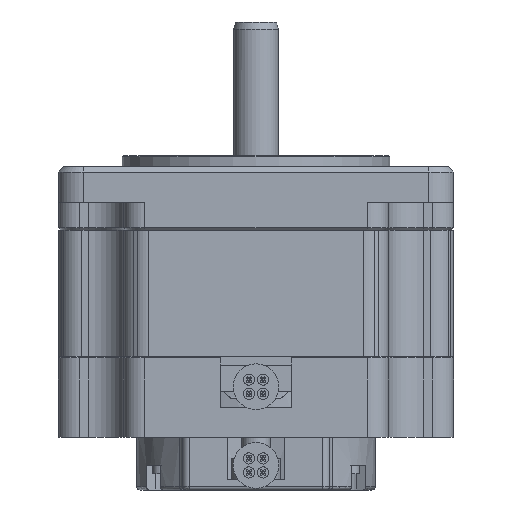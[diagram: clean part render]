
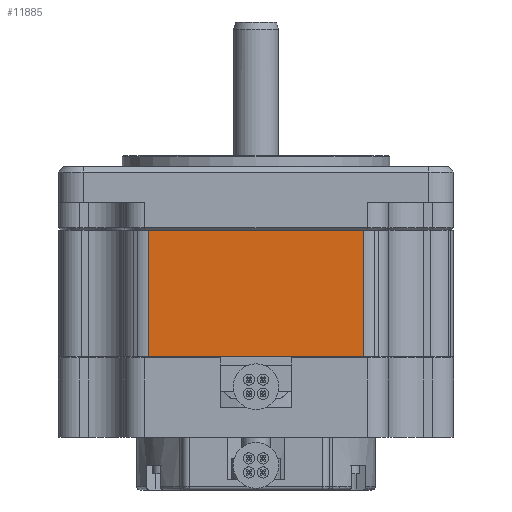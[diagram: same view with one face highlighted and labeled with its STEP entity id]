
A CAD part, front view. The second image highlights one B-rep face of the part: STEP entity #11885.
In plain terms, the highlighted planar face has unit normal (0, -1, 0).
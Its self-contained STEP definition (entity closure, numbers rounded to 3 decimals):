
#329=DIRECTION('',(1.,0.,0.));
#330=VECTOR('',#329,30.617);
#331=CARTESIAN_POINT('',(-15.308,-28.1,0.));
#332=LINE('',#331,#330);
#1806=DIRECTION('',(1.,0.,0.));
#1807=VECTOR('',#1806,30.617);
#1808=CARTESIAN_POINT('',(-15.308,-28.1,18.));
#1809=LINE('',#1808,#1807);
#3546=DIRECTION('',(0.,0.,-1.));
#3547=VECTOR('',#3546,18.);
#3548=CARTESIAN_POINT('',(-15.308,-28.1,18.));
#3549=LINE('',#3548,#3547);
#3550=DIRECTION('',(0.,0.,-1.));
#3551=VECTOR('',#3550,18.);
#3552=CARTESIAN_POINT('',(15.308,-28.1,18.));
#3553=LINE('',#3552,#3551);
#7612=CARTESIAN_POINT('',(-15.308,-28.1,0.));
#7614=VERTEX_POINT('',#7612);
#7618=CARTESIAN_POINT('',(-15.308,-28.1,18.));
#7619=VERTEX_POINT('',#7618);
#7645=CARTESIAN_POINT('',(15.308,-28.1,0.));
#7647=VERTEX_POINT('',#7645);
#7648=CARTESIAN_POINT('',(15.308,-28.1,18.));
#7649=VERTEX_POINT('',#7648);
#11873=CARTESIAN_POINT('',(-16.129,-28.1,0.));
#11874=DIRECTION('',(0.,-1.,0.));
#11875=DIRECTION('',(1.,0.,0.));
#11876=AXIS2_PLACEMENT_3D('',#11873,#11874,#11875);
#11877=PLANE('',#11876);
#11878=ORIENTED_EDGE('',*,*,#11868,.F.);
#11879=ORIENTED_EDGE('',*,*,#9833,.T.);
#11881=ORIENTED_EDGE('',*,*,#11880,.T.);
#11882=ORIENTED_EDGE('',*,*,#8831,.F.);
#11883=EDGE_LOOP('',(#11878,#11879,#11881,#11882));
#11884=FACE_OUTER_BOUND('',#11883,.F.);
#11885=ADVANCED_FACE('',(#11884),#11877,.T.);
#8831=EDGE_CURVE('',#7614,#7647,#332,.T.);
#9833=EDGE_CURVE('',#7619,#7649,#1809,.T.);
#11868=EDGE_CURVE('',#7619,#7614,#3549,.T.);
#11880=EDGE_CURVE('',#7649,#7647,#3553,.T.);
